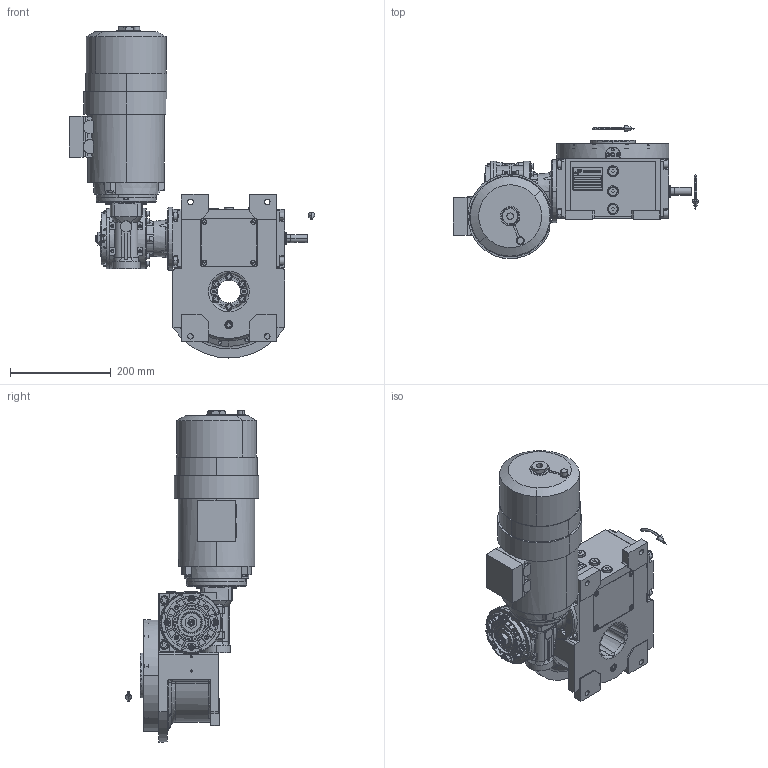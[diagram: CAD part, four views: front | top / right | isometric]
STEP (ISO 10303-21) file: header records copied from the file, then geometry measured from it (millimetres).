
FILE_DESCRIPTION (( 'STEP AP203' ), '1' );
FILE_NAME ('PC5201604.step', '2025-10-20T06:43:15', ( '' ), ( '' ), 'SwSTEP 2.0', 'SolidWorks 2020', '' );
FILE_SCHEMA (( 'CONFIG_CONTROL_DESIGN' ));
Length unit declared in the file: millimetre
Products named in the file (81): cfn2077_01_018; cfn2128_04_004; CFN2000_01_185.stp; rig06_003_8; olio_agip_blasia_150; cfn2000_01_126; freccia_angolare; cfn2000_01_103; rig06_001_a; cfn2155_01_056; rig06_004; AS_rig06_071_8_m; cfn2070_05_005; cfn2476_01_002_60x46; AS_rig06_017; AS_rig06_004_s_001; cfn2104_01_016; CFN2223_01-570X6-B.stp; cfn2003_01_054; cfn2000_01_124; freccia_angolare_albero; rig06_002_bl_001; rig06_071_08_m_asm.stp; BA80B14; PC5201604; AS_rig06_002_bl_001; cfn2000_01_161; AS_cfn2476_01_002_60x46; RIG06_005_ASM.stp; cfn2151_01_290; CFN2356_03_047.stp; cfn2276_01_074; CFN2010_01_012.stp; CFN2104_02_017.stp; AS_rig06_004; CFN2203_02_001.stp; cfn2128_19_002; cfn2115_02_165; cfn2115_01_005; cfn2107_01_001 ...
Assembly tree (73 placements, depth 5):
  cfn2077_01_018
  olio_agip_blasia_150
  CFN2223_01-570X6-B.stp
  PC5201604
    rig06_001_a
    AS_cfn2476_01_002_60x46
      cfn2476_01_002_60x46
      cfn2107_01_001
      cfn2107_01_001
    AS_rig06_071_8_m
      rig06_071_08_m_asm.stp
        RIG06_005_ASM.stp
          RIG06_021_AF0.stp
          CFN2000_01_185.stp
          CFN2000_01_185.stp
          CFN2104_02_017.stp
        CFN2010_02_002.stp
      rig06_005_n_01
      rig06_003_8
      cfn2104_01_016  x2
      cfn2000_01_124
      cfn2000_01_124  x6
      cfn2000_01_124
      cfn2000_01_124
      cfn2000_01_124
      cfn2155_01_303
    AS_rig06_017
      rig06_017
      cfn2158_01_011
      cfn2000_01_126
      cfn2000_01_126
      cfn2000_01_126
      cfn2000_01_126
      cfn2000_01_126
      cfn2000_01_126
    AS_rig06_004_s_001
      rig06_004_s_001
      cfn2070_05_005
      cfn2000_01_103
      cfn2000_01_103
      cfn2000_01_103
      cfn2000_01_103
      cfn2155_01_056
    AS_rig06_004
      rig06_004
      cfn2070_05_005
      cfn2000_01_103
      cfn2000_01_103
      cfn2000_01_103
      cfn2000_01_103
      cfn2155_01_056
    AS_rig06_002_bl_001
      rig06_002_bl_001
      cfn2115_01_005
    cfn2128_04_004
    cfn2128_04_004
    cfn2128_04_004
    cfn2128_19_002
    AS_rig06_016
      rig06_016
Bounding box: 487.5 x 265.5 x 659.38 mm (x, y, z)
Volume: 9643089.9 mm3; surface area: 1198525.9 mm2
Topology: 64 solids, 64 shells, 3599 faces, 9073 edges, 5786 vertices
Faces by surface type: plane 1640, cylinder 1184, cone 582, torus 167, bspline 20, sphere 6
Entity records: 128504 total; most frequent: CARTESIAN_POINT 36402, DIRECTION 17511, ORIENTED_EDGE 17358, EDGE_CURVE 8679, AXIS2_PLACEMENT_3D 6382, VERTEX_POINT 5605, LINE 4747, VECTOR 4747
